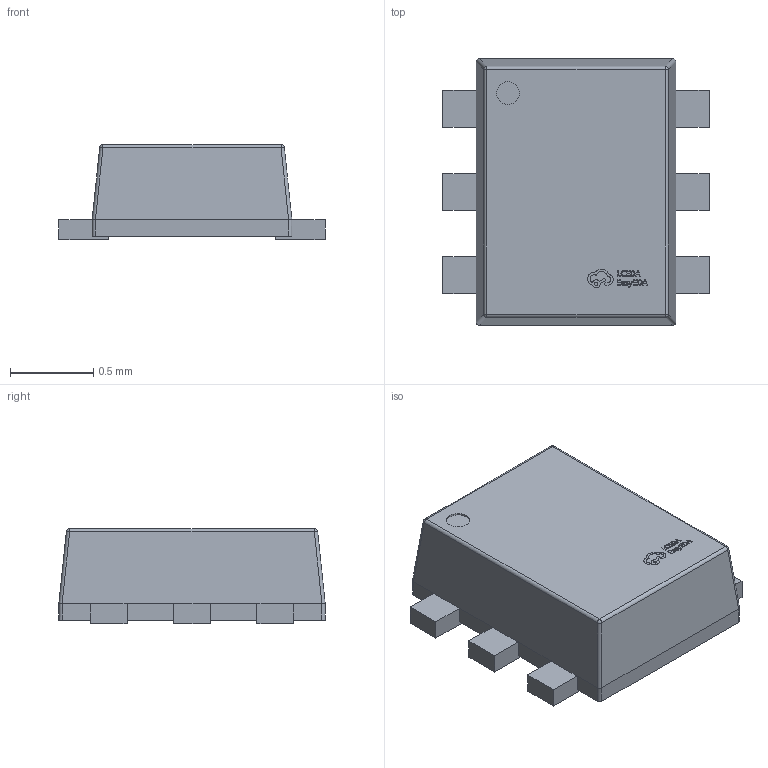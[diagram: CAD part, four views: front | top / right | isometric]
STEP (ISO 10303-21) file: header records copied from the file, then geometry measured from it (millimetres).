
FILE_DESCRIPTION (( 'STEP AP214' ), '1' );
FILE_NAME ('SOT-563-6_L1.6-W1.2-P0.50-LS1.6-TL.STEP', '2023-02-07T11:51:42', ( '微软用户' ), ( '微软中国' ), 'SwSTEP 2.0', 'SolidWorks 2020', '' );
FILE_SCHEMA (( 'AUTOMOTIVE_DESIGN' ));
Length unit declared in the file: millimetre
Products named in the file (1): SOT-563-6_L1.6-W1.2-P0.50-LS1.6-TL
Bounding box: 1.6 x 1.6 x 0.57 mm (x, y, z)
Volume: 1 mm3; surface area: 8.2 mm2
Topology: 7 solids, 7 shells, 319 faces, 831 edges, 546 vertices
Faces by surface type: plane 203, bspline 98, cylinder 14, sphere 4
Entity records: 13498 total; most frequent: CARTESIAN_POINT 3015, ORIENTED_EDGE 1662, DIRECTION 1091, EDGE_CURVE 831, VECTOR 607, LINE 607, VERTEX_POINT 546, EDGE_LOOP 339
